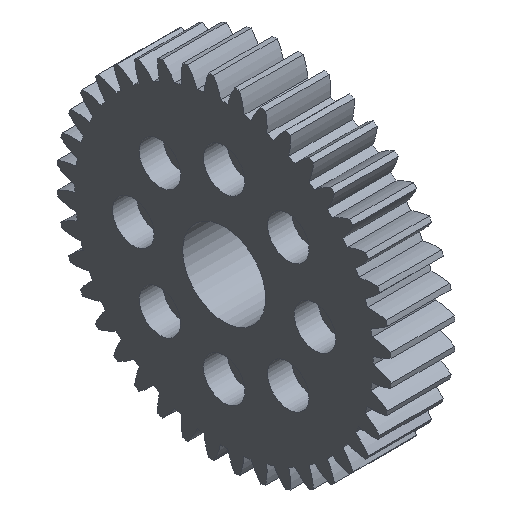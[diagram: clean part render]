
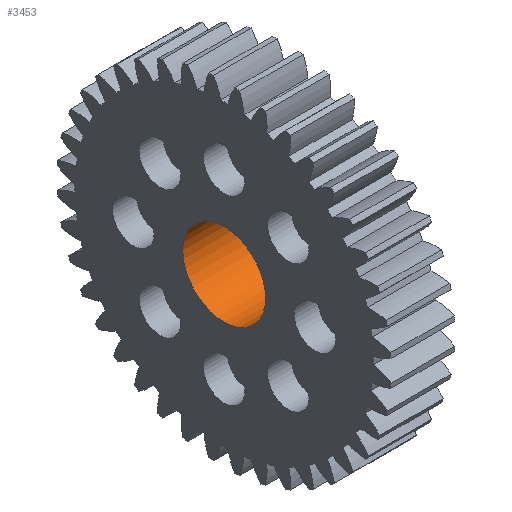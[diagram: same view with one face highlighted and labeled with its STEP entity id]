
A CAD part, isometric view. The second image highlights one B-rep face of the part: STEP entity #3453.
In plain terms, the highlighted cylindrical face has radius 5.2 mm (diameter 10.4 mm), a full revolution.
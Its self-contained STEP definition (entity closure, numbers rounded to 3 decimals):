
#221=FACE_OUTER_BOUND('',#426,.T.);
#426=EDGE_LOOP('',(#3054,#3055,#3056,#3057));
#619=LINE('',#6318,#796);
#796=VECTOR('',#5229,5.2);
#981=CIRCLE('',#3669,5.2);
#1150=CIRCLE('',#3878,5.2);
#1335=VERTEX_POINT('',#5656);
#1504=VERTEX_POINT('',#6112);
#1697=EDGE_CURVE('',#1335,#1335,#981,.T.);
#1944=EDGE_CURVE('',#1504,#1504,#1150,.T.);
#2027=EDGE_CURVE('',#1335,#1504,#619,.T.);
#3054=ORIENTED_EDGE('',*,*,#1697,.F.);
#3055=ORIENTED_EDGE('',*,*,#2027,.T.);
#3056=ORIENTED_EDGE('',*,*,#1944,.T.);
#3057=ORIENTED_EDGE('',*,*,#2027,.F.);
#3274=CYLINDRICAL_SURFACE('',#4000,5.2);
#3453=ADVANCED_FACE('',(#221),#3274,.F.);
#3669=AXIS2_PLACEMENT_3D('',#5657,#4405,#4406);
#3878=AXIS2_PLACEMENT_3D('',#6113,#4901,#4902);
#4000=AXIS2_PLACEMENT_3D('',#6317,#5227,#5228);
#4405=DIRECTION('center_axis',(-1.,0.,0.));
#4406=DIRECTION('ref_axis',(0.,0.,1.));
#4901=DIRECTION('center_axis',(-1.,0.,0.));
#4902=DIRECTION('ref_axis',(0.,0.,1.));
#5227=DIRECTION('center_axis',(-1.,0.,0.));
#5228=DIRECTION('ref_axis',(0.,0.,1.));
#5229=DIRECTION('',(-1.,0.,0.));
#5656=CARTESIAN_POINT('',(8.,0.,-5.2));
#5657=CARTESIAN_POINT('Origin',(8.,0.,0.));
#6112=CARTESIAN_POINT('',(0.,0.,-5.2));
#6113=CARTESIAN_POINT('Origin',(0.,0.,0.));
#6317=CARTESIAN_POINT('Origin',(20.,0.,0.));
#6318=CARTESIAN_POINT('',(20.,0.,-5.2));
